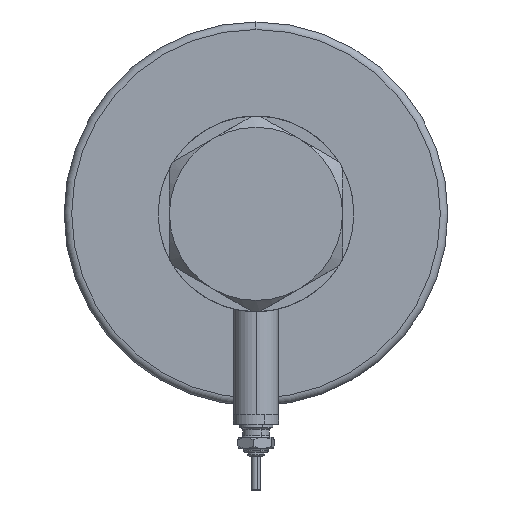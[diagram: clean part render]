
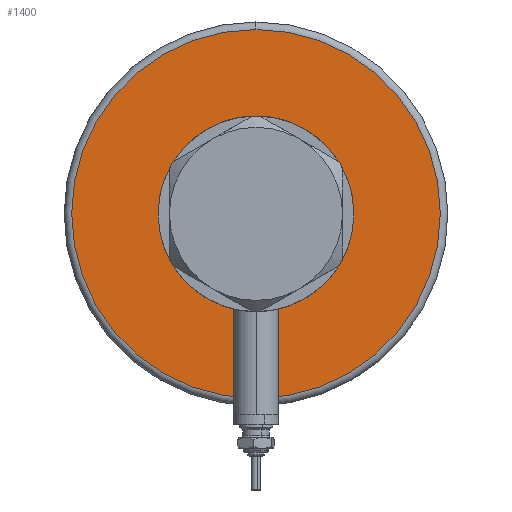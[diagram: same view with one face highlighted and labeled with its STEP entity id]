
A CAD part, left-side view. The second image highlights one B-rep face of the part: STEP entity #1400.
In plain terms, the highlighted face is planar.
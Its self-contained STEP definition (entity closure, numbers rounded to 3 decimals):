
#18 = EDGE_CURVE ( 'NONE', #538, #2235, #4637, .T. ) ;
#343 = VERTEX_POINT ( 'NONE', #5419 ) ;
#422 = AXIS2_PLACEMENT_3D ( 'NONE', #6088, #4558, #1436 ) ;
#509 = VERTEX_POINT ( 'NONE', #4104 ) ;
#538 = VERTEX_POINT ( 'NONE', #1988 ) ;
#743 = ORIENTED_EDGE ( 'NONE', *, *, #5931, .T. ) ;
#760 = DIRECTION ( 'NONE',  ( 1., 0., 0. ) ) ;
#901 = DIRECTION ( 'NONE',  ( 0., 0., 1. ) ) ;
#1051 = DIRECTION ( 'NONE',  ( 1., 0., 0. ) ) ;
#1094 = DIRECTION ( 'NONE',  ( 0., 0., -1. ) ) ;
#1286 = EDGE_LOOP ( 'NONE', ( #4347, #2379 ) ) ;
#1386 = CARTESIAN_POINT ( 'NONE',  ( 20., 0., 0. ) ) ;
#1400 = ADVANCED_FACE ( 'NONE', ( #2880, #3429 ), #1948, .F. ) ;
#1436 = DIRECTION ( 'NONE',  ( 1., 0., 0. ) ) ;
#1493 = DIRECTION ( 'NONE',  ( 0., 0., 1. ) ) ;
#1631 = DIRECTION ( 'NONE',  ( 1., 0., 0. ) ) ;
#1948 = PLANE ( 'NONE',  #4311 ) ;
#1979 = CIRCLE ( 'NONE', #5553, 49. ) ;
#1988 = CARTESIAN_POINT ( 'NONE',  ( -20., 0., 0. ) ) ;
#2235 = VERTEX_POINT ( 'NONE', #1386 ) ;
#2379 = ORIENTED_EDGE ( 'NONE', *, *, #2541, .T. ) ;
#2541 = EDGE_CURVE ( 'NONE', #343, #509, #2921, .T. ) ;
#2761 = CARTESIAN_POINT ( 'NONE',  ( 0., 0., 0. ) ) ;
#2880 = FACE_OUTER_BOUND ( 'NONE', #1286, .T. ) ;
#2921 = CIRCLE ( 'NONE', #5423, 49. ) ;
#3360 = EDGE_CURVE ( 'NONE', #509, #343, #1979, .T. ) ;
#3429 = FACE_BOUND ( 'NONE', #5209, .T. ) ;
#3610 = CARTESIAN_POINT ( 'NONE',  ( 0., 0., 0. ) ) ;
#3941 = CIRCLE ( 'NONE', #6557, 20. ) ;
#4104 = CARTESIAN_POINT ( 'NONE',  ( 49., 0., 0. ) ) ;
#4311 = AXIS2_PLACEMENT_3D ( 'NONE', #6060, #901, #760 ) ;
#4347 = ORIENTED_EDGE ( 'NONE', *, *, #3360, .T. ) ;
#4558 = DIRECTION ( 'NONE',  ( 0., 0., 1. ) ) ;
#4637 = CIRCLE ( 'NONE', #422, 20. ) ;
#5209 = EDGE_LOOP ( 'NONE', ( #743, #5502 ) ) ;
#5419 = CARTESIAN_POINT ( 'NONE',  ( -49., 0., 0. ) ) ;
#5423 = AXIS2_PLACEMENT_3D ( 'NONE', #3610, #5699, #1051 ) ;
#5502 = ORIENTED_EDGE ( 'NONE', *, *, #18, .T. ) ;
#5522 = DIRECTION ( 'NONE',  ( 1., 0., 0. ) ) ;
#5553 = AXIS2_PLACEMENT_3D ( 'NONE', #2761, #1094, #1631 ) ;
#5699 = DIRECTION ( 'NONE',  ( 0., 0., -1. ) ) ;
#5931 = EDGE_CURVE ( 'NONE', #2235, #538, #3941, .T. ) ;
#6060 = CARTESIAN_POINT ( 'NONE',  ( 0., 0., 0. ) ) ;
#6088 = CARTESIAN_POINT ( 'NONE',  ( 0., 0., 0. ) ) ;
#6557 = AXIS2_PLACEMENT_3D ( 'NONE', #6582, #1493, #5522 ) ;
#6582 = CARTESIAN_POINT ( 'NONE',  ( 0., 0., 0. ) ) ;
